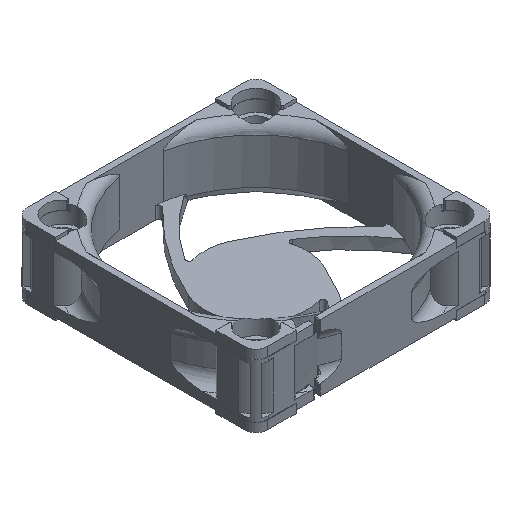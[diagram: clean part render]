
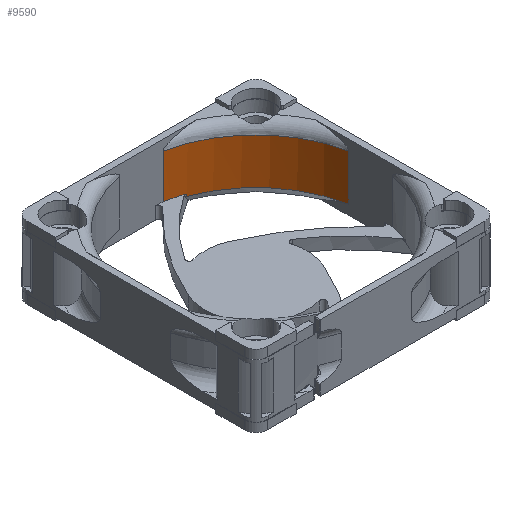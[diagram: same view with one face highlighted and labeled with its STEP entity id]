
A CAD part, isometric view. The second image highlights one B-rep face of the part: STEP entity #9590.
In plain terms, the highlighted cylindrical face has radius 19.367 mm (diameter 38.735 mm), a partial arc.
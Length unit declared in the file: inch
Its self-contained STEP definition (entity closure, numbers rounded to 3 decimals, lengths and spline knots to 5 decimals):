
#338 = ORIENTED_EDGE ( 'NONE', *, *, #7630, .F. ) ;
#601 = DIRECTION ( 'NONE',  ( 0., 0., 1. ) ) ;
#1312 = ORIENTED_EDGE ( 'NONE', *, *, #6803, .T. ) ;
#1723 = CARTESIAN_POINT ( 'NONE',  ( 0.14216, 0.74913, -0.13776 ) ) ;
#1805 = CARTESIAN_POINT ( 'NONE',  ( 0.26152, 0.71625, -0.1515 ) ) ;
#2096 = AXIS2_PLACEMENT_3D ( 'NONE', #13826, #6840, #15030 ) ;
#2897 = VERTEX_POINT ( 'NONE', #14389 ) ;
#3266 = LINE ( 'NONE', #8945, #12269 ) ;
#3296 = CARTESIAN_POINT ( 'NONE',  ( 0.74913, 0.14216, 0.1476 ) ) ;
#3841 = CARTESIAN_POINT ( 'NONE',  ( 0., 0., 0.2165 ) ) ;
#4228 = EDGE_CURVE ( 'NONE', #12149, #7737, #7028, .T. ) ;
#4316 = CARTESIAN_POINT ( 'NONE',  ( 0.26152, 0.71625, -0.13776 ) ) ;
#4531 = EDGE_LOOP ( 'NONE', ( #14899, #15282, #1312, #338, #12504, #13853 ) ) ;
#4860 = DIRECTION ( 'NONE',  ( 0., 0., -1. ) ) ;
#5038 = CARTESIAN_POINT ( 'NONE',  ( 0.74913, 0.14216, 0.2165 ) ) ;
#5096 = CYLINDRICAL_SURFACE ( 'NONE', #7549, 0.7625 ) ;
#5777 = LINE ( 'NONE', #5038, #12012 ) ;
#6233 = DIRECTION ( 'NONE',  ( -1., 0., 0. ) ) ;
#6716 = EDGE_CURVE ( 'NONE', #14949, #12149, #13352, .T. ) ;
#6803 = EDGE_CURVE ( 'NONE', #12101, #2897, #12231, .T. ) ;
#6840 = DIRECTION ( 'NONE',  ( 0., 0., 1. ) ) ;
#6917 = CIRCLE ( 'NONE', #14644, 0.7625 ) ;
#7028 = LINE ( 'NONE', #7299, #10138 ) ;
#7044 = DIRECTION ( 'NONE',  ( 0., 0., -1. ) ) ;
#7299 = CARTESIAN_POINT ( 'NONE',  ( 0.14216, 0.74913, 0.2165 ) ) ;
#7549 = AXIS2_PLACEMENT_3D ( 'NONE', #3841, #14402, #6233 ) ;
#7630 = EDGE_CURVE ( 'NONE', #14949, #2897, #5777, .T. ) ;
#7656 = CARTESIAN_POINT ( 'NONE',  ( 0., 0., -0.13776 ) ) ;
#7737 = VERTEX_POINT ( 'NONE', #1723 ) ;
#8587 = DIRECTION ( 'NONE',  ( 0., 0., -1. ) ) ;
#8830 = DIRECTION ( 'NONE',  ( 1., 0., 0. ) ) ;
#8945 = CARTESIAN_POINT ( 'NONE',  ( 0.26152, 0.71625, 0.2165 ) ) ;
#9234 = EDGE_CURVE ( 'NONE', #11208, #12101, #3266, .T. ) ;
#9590 = ADVANCED_FACE ( 'NONE', ( #14452 ), #5096, .F. ) ;
#10006 = AXIS2_PLACEMENT_3D ( 'NONE', #14025, #7044, #15235 ) ;
#10138 = VECTOR ( 'NONE', #4860, 39.37008 ) ;
#11208 = VERTEX_POINT ( 'NONE', #4316 ) ;
#12012 = VECTOR ( 'NONE', #8587, 39.37008 ) ;
#12101 = VERTEX_POINT ( 'NONE', #1805 ) ;
#12149 = VERTEX_POINT ( 'NONE', #14816 ) ;
#12231 = CIRCLE ( 'NONE', #10006, 0.7625 ) ;
#12269 = VECTOR ( 'NONE', #14831, 39.37008 ) ;
#12504 = ORIENTED_EDGE ( 'NONE', *, *, #6716, .T. ) ;
#13272 = EDGE_CURVE ( 'NONE', #11208, #7737, #6917, .T. ) ;
#13352 = CIRCLE ( 'NONE', #2096, 0.7625 ) ;
#13826 = CARTESIAN_POINT ( 'NONE',  ( 0., 0., 0.1476 ) ) ;
#13853 = ORIENTED_EDGE ( 'NONE', *, *, #4228, .T. ) ;
#14025 = CARTESIAN_POINT ( 'NONE',  ( 0., 0., -0.1515 ) ) ;
#14389 = CARTESIAN_POINT ( 'NONE',  ( 0.74913, 0.14216, -0.1515 ) ) ;
#14402 = DIRECTION ( 'NONE',  ( 0., 0., -1. ) ) ;
#14452 = FACE_OUTER_BOUND ( 'NONE', #4531, .T. ) ;
#14644 = AXIS2_PLACEMENT_3D ( 'NONE', #7656, #601, #8830 ) ;
#14816 = CARTESIAN_POINT ( 'NONE',  ( 0.14216, 0.74913, 0.1476 ) ) ;
#14831 = DIRECTION ( 'NONE',  ( 0., 0., -1. ) ) ;
#14899 = ORIENTED_EDGE ( 'NONE', *, *, #13272, .F. ) ;
#14949 = VERTEX_POINT ( 'NONE', #3296 ) ;
#15030 = DIRECTION ( 'NONE',  ( -1., 0., 0. ) ) ;
#15235 = DIRECTION ( 'NONE',  ( -1., 0., 0. ) ) ;
#15282 = ORIENTED_EDGE ( 'NONE', *, *, #9234, .T. ) ;
